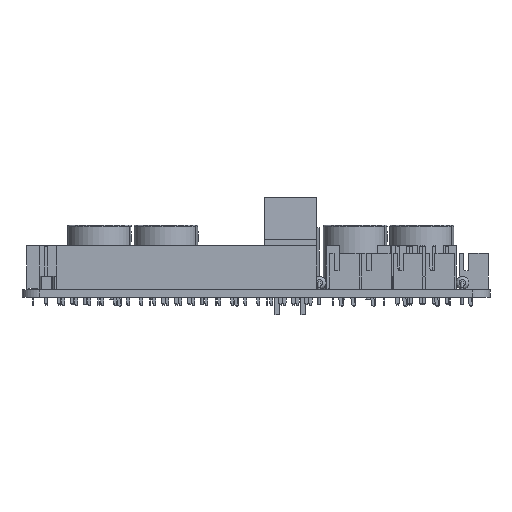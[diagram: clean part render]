
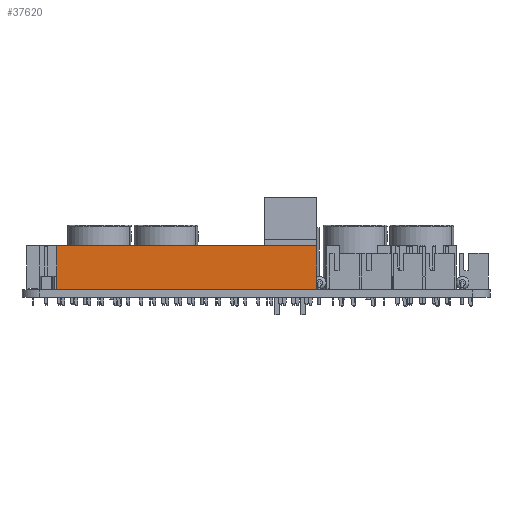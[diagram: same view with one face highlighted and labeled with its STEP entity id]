
A CAD part, front view. The second image highlights one B-rep face of the part: STEP entity #37620.
In plain terms, the highlighted face is planar.
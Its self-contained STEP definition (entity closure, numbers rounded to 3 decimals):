
#3259=FACE_OUTER_BOUND('',#5836,.T.);
#5836=EDGE_LOOP('',(#30066,#30067,#30068,#30069));
#9076=LINE('',#58126,#13327);
#9082=LINE('',#58139,#13333);
#9085=LINE('',#58144,#13336);
#9166=LINE('',#58306,#13417);
#13327=VECTOR('',#47630,1.);
#13333=VECTOR('',#47638,1.);
#13336=VECTOR('',#47645,1.);
#13417=VECTOR('',#47728,1.);
#17134=VERTEX_POINT('',#58114);
#17139=VERTEX_POINT('',#58124);
#17144=VERTEX_POINT('',#58136);
#17145=VERTEX_POINT('',#58138);
#21516=EDGE_CURVE('',#17134,#17139,#9076,.T.);
#21522=EDGE_CURVE('',#17144,#17145,#9082,.T.);
#21525=EDGE_CURVE('',#17145,#17139,#9085,.T.);
#21606=EDGE_CURVE('',#17144,#17134,#9166,.T.);
#30066=ORIENTED_EDGE('',*,*,#21522,.F.);
#30067=ORIENTED_EDGE('',*,*,#21606,.T.);
#30068=ORIENTED_EDGE('',*,*,#21516,.T.);
#30069=ORIENTED_EDGE('',*,*,#21525,.F.);
#34080=PLANE('',#40399);
#37620=ADVANCED_FACE('',(#3259),#34080,.F.);
#40399=AXIS2_PLACEMENT_3D('',#58633,#47898,#47899);
#47630=DIRECTION('',(0.,0.,1.));
#47638=DIRECTION('',(0.,0.,1.));
#47645=DIRECTION('',(0.,-1.,0.));
#47728=DIRECTION('',(0.,-1.,0.));
#47898=DIRECTION('center_axis',(1.,0.,0.));
#47899=DIRECTION('ref_axis',(0.,-1.,0.));
#58114=CARTESIAN_POINT('',(-1.27,-49.53,0.));
#58124=CARTESIAN_POINT('',(-1.27,-49.53,8.5));
#58126=CARTESIAN_POINT('',(-1.27,-49.53,0.));
#58136=CARTESIAN_POINT('',(-1.27,1.27,0.));
#58138=CARTESIAN_POINT('',(-1.27,1.27,8.5));
#58139=CARTESIAN_POINT('',(-1.27,1.27,0.));
#58144=CARTESIAN_POINT('',(-1.27,1.27,8.5));
#58306=CARTESIAN_POINT('',(-1.27,1.27,0.));
#58633=CARTESIAN_POINT('Origin',(-1.27,1.27,0.));
